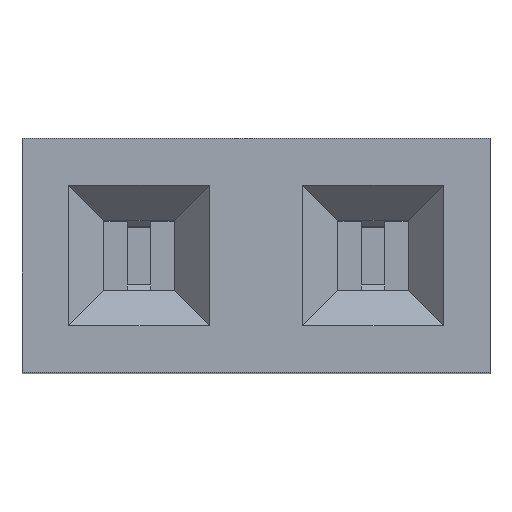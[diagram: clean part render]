
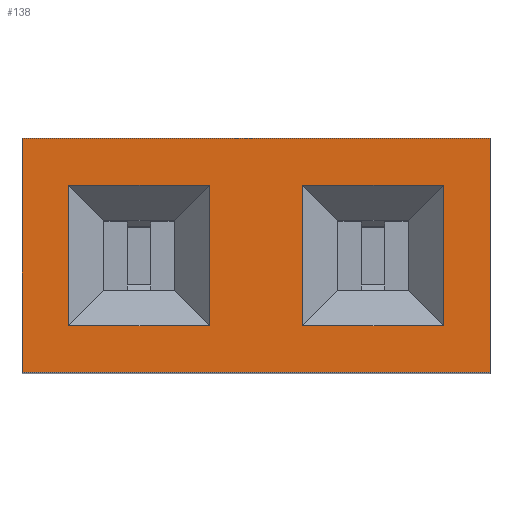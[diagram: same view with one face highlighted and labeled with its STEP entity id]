
A CAD part, top view. The second image highlights one B-rep face of the part: STEP entity #138.
In plain terms, the highlighted planar face has unit normal (0, 0, 1).
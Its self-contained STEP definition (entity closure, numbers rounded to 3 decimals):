
#13=DIRECTION('',(0.,0.,1.));
#24=VERTEX_POINT('',#25);
#25=CARTESIAN_POINT('',(1.,-1.,5.6));
#28=ORIENTED_EDGE('',*,*,#29,.T.);
#29=EDGE_CURVE('',#24,#30,#32,.T.);
#30=VERTEX_POINT('',#31);
#31=CARTESIAN_POINT('',(1.,1.,5.6));
#32=LINE('',#25,#33);
#33=VECTOR('',#34,1.);
#34=DIRECTION('',(0.,1.,0.));
#45=DIRECTION('',(-1.,0.,0.));
#56=VECTOR('',#57,1.);
#57=DIRECTION('',(1.,0.,0.));
#60=VERTEX_POINT('',#61);
#61=CARTESIAN_POINT('',(-3.,-1.,5.6));
#63=ORIENTED_EDGE('',*,*,#64,.T.);
#64=EDGE_CURVE('',#60,#24,#65,.T.);
#65=LINE('',#61,#56);
#94=VECTOR('',#45,1.);
#96=ORIENTED_EDGE('',*,*,#97,.T.);
#97=EDGE_CURVE('',#30,#98,#100,.T.);
#98=VERTEX_POINT('',#99);
#99=CARTESIAN_POINT('',(-3.,1.,5.6));
#100=LINE('',#31,#94);
#125=DIRECTION('',(0.,-1.,0.));
#138=ADVANCED_FACE('',(#139,#145,#175),#197,.T.);
#139=FACE_BOUND('',#140,.T.);
#140=EDGE_LOOP('',(#28,#96,#141,#63));
#141=ORIENTED_EDGE('',*,*,#142,.T.);
#142=EDGE_CURVE('',#98,#60,#143,.T.);
#143=LINE('',#99,#144);
#144=VECTOR('',#125,1.);
#145=FACE_BOUND('',#146,.T.);
#146=EDGE_LOOP('',(#147,#156,#163,#170));
#147=ORIENTED_EDGE('',*,*,#148,.F.);
#148=EDGE_CURVE('',#149,#151,#153,.T.);
#149=VERTEX_POINT('',#150);
#150=CARTESIAN_POINT('',(-0.6,0.6,5.6));
#151=VERTEX_POINT('',#152);
#152=CARTESIAN_POINT('',(-0.6,-0.6,5.6));
#153=LINE('',#150,#154);
#154=VECTOR('',#155,1.);
#155=DIRECTION('',(0.,-1.,0.));
#156=ORIENTED_EDGE('',*,*,#157,.F.);
#157=EDGE_CURVE('',#158,#149,#160,.T.);
#158=VERTEX_POINT('',#159);
#159=CARTESIAN_POINT('',(0.6,0.6,5.6));
#160=LINE('',#159,#161);
#161=VECTOR('',#162,1.);
#162=DIRECTION('',(-1.,0.,0.));
#163=ORIENTED_EDGE('',*,*,#164,.F.);
#164=EDGE_CURVE('',#165,#158,#167,.T.);
#165=VERTEX_POINT('',#166);
#166=CARTESIAN_POINT('',(0.6,-0.6,5.6));
#167=LINE('',#166,#168);
#168=VECTOR('',#169,1.);
#169=DIRECTION('',(0.,1.,0.));
#170=ORIENTED_EDGE('',*,*,#171,.F.);
#171=EDGE_CURVE('',#151,#165,#172,.T.);
#172=LINE('',#152,#173);
#173=VECTOR('',#174,1.);
#174=DIRECTION('',(1.,0.,0.));
#175=FACE_BOUND('',#176,.T.);
#176=EDGE_LOOP('',(#177,#184,#189,#194));
#177=ORIENTED_EDGE('',*,*,#178,.F.);
#178=EDGE_CURVE('',#179,#181,#183,.T.);
#179=VERTEX_POINT('',#180);
#180=CARTESIAN_POINT('',(-1.4,-0.6,5.6));
#181=VERTEX_POINT('',#182);
#182=CARTESIAN_POINT('',(-1.4,0.6,5.6));
#183=LINE('',#180,#33);
#184=ORIENTED_EDGE('',*,*,#185,.F.);
#185=EDGE_CURVE('',#186,#179,#188,.T.);
#186=VERTEX_POINT('',#187);
#187=CARTESIAN_POINT('',(-2.6,-0.6,5.6));
#188=LINE('',#187,#56);
#189=ORIENTED_EDGE('',*,*,#190,.F.);
#190=EDGE_CURVE('',#191,#186,#193,.T.);
#191=VERTEX_POINT('',#192);
#192=CARTESIAN_POINT('',(-2.6,0.6,5.6));
#193=LINE('',#192,#144);
#194=ORIENTED_EDGE('',*,*,#195,.F.);
#195=EDGE_CURVE('',#181,#191,#196,.T.);
#196=LINE('',#182,#94);
#197=PLANE('',#198);
#198=AXIS2_PLACEMENT_3D('',#199,#13,#34);
#199=CARTESIAN_POINT('',(-1.,0.,5.6));
